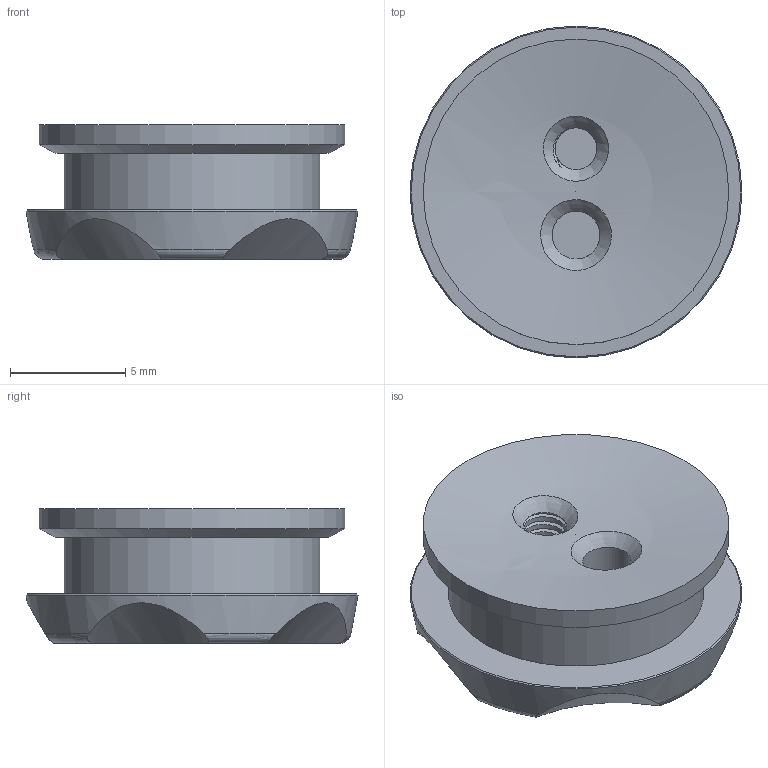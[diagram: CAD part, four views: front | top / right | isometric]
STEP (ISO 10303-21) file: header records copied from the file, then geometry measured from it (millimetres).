
FILE_DESCRIPTION(/* description */ (''),/* implementation_level */ '2;1');
FILE_NAME(/* name */ 'tear-off v-shark circle v3.step',/* time_stamp */ '2023-09-27T11:20:09+02:00',/* author */ (''),/* organization */ (''),/* preprocessor_version */ 'ST-DEVELOPER v20',/* originating_system */ 'Autodesk Translation Framework v12.14.0.127',/* authorisation */ '');
FILE_SCHEMA (('AUTOMOTIVE_DESIGN { 1 0 10303 214 3 1 1 }'));
Length unit declared in the file: millimetre
Products named in the file (1): tear-off v-shark circle
Bounding box: 14.4 x 14.4 x 5.85 mm (x, y, z)
Volume: 641.2 mm3; surface area: 658.6 mm2
Topology: 1 solids, 1 shells, 50 faces, 131 edges, 87 vertices
Faces by surface type: cylinder 25, bspline 9, plane 6, torus 6, cone 3, sphere 1
Full cylindrical faces by diameter (mm): 1.823 x3, 2.074 x6, 2.075 x1, 11.1 x1, 13.25 x1
Entity records: 3106 total; most frequent: CARTESIAN_POINT 1977, ORIENTED_EDGE 260, DIRECTION 173, EDGE_CURVE 130, VERTEX_POINT 87, AXIS2_PLACEMENT_3D 73, B_SPLINE_CURVE_WITH_KNOTS 72, EDGE_LOOP 55
